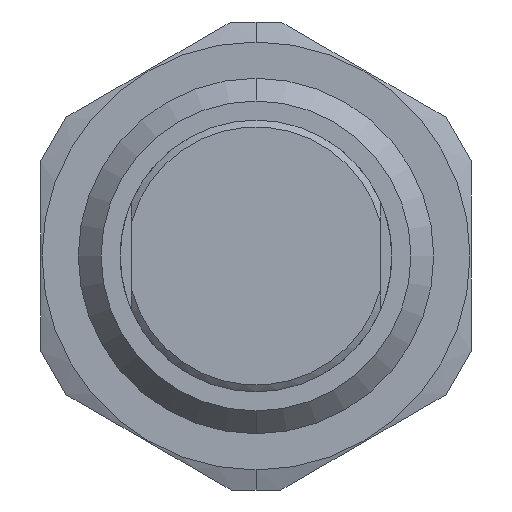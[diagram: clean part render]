
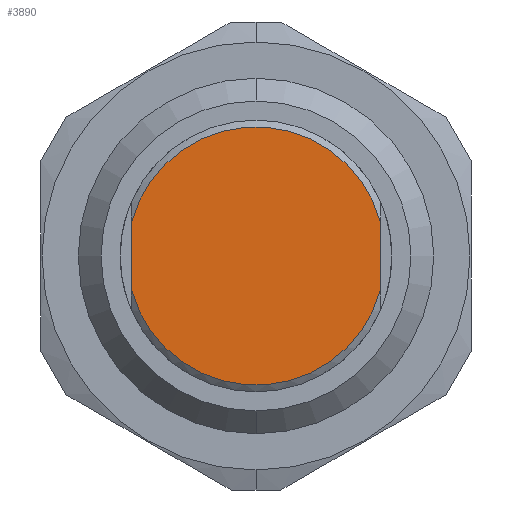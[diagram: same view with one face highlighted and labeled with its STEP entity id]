
A CAD part, front view. The second image highlights one B-rep face of the part: STEP entity #3890.
In plain terms, the highlighted planar face has unit normal (0, -1, 0).
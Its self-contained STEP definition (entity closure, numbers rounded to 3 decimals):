
#1574=CARTESIAN_POINT('',(0.,-18.9,0.));
#1575=DIRECTION('',(0.,-1.,0.));
#1576=DIRECTION('',(-0.965,0.,-0.263));
#1577=AXIS2_PLACEMENT_3D('',#1574,#1575,#1576);
#1600=CARTESIAN_POINT('',(0.,-18.9,0.));
#1601=DIRECTION('',(0.,-1.,0.));
#1602=DIRECTION('',(0.965,0.,0.263));
#1603=AXIS2_PLACEMENT_3D('',#1600,#1601,#1602);
#1612=DIRECTION('',(0.,0.,1.));
#1613=VECTOR('',#1612,2.993);
#1614=CARTESIAN_POINT('',(-5.5,-18.9,-1.497));
#1615=LINE('',#1614,#1613);
#1616=DIRECTION('',(0.,0.,-1.));
#1617=VECTOR('',#1616,2.993);
#1618=CARTESIAN_POINT('',(5.5,-18.9,1.497));
#1619=LINE('',#1618,#1617);
#1876=CARTESIAN_POINT('',(-5.5,-18.9,-1.497));
#1877=CARTESIAN_POINT('',(-5.5,-18.9,1.497));
#1878=VERTEX_POINT('',#1876);
#1879=VERTEX_POINT('',#1877);
#1880=CARTESIAN_POINT('',(5.5,-18.9,1.497));
#1881=CARTESIAN_POINT('',(5.5,-18.9,-1.497));
#1882=VERTEX_POINT('',#1880);
#1883=VERTEX_POINT('',#1881);
#3878=CARTESIAN_POINT('',(0.,-18.9,0.));
#3879=DIRECTION('',(0.,1.,0.));
#3880=DIRECTION('',(0.,0.,-1.));
#3881=AXIS2_PLACEMENT_3D('',#3878,#3879,#3880);
#3882=PLANE('',#3881);
#3883=ORIENTED_EDGE('',*,*,#3843,.T.);
#3884=ORIENTED_EDGE('',*,*,#3872,.F.);
#3886=ORIENTED_EDGE('',*,*,#3885,.T.);
#3887=ORIENTED_EDGE('',*,*,#3853,.F.);
#3888=EDGE_LOOP('',(#3883,#3884,#3886,#3887));
#3889=FACE_OUTER_BOUND('',#3888,.F.);
#1578=CIRCLE('',#1577,5.7);
#1604=CIRCLE('',#1603,5.7);
#3843=EDGE_CURVE('',#1878,#1879,#1615,.T.);
#3853=EDGE_CURVE('',#1878,#1883,#1578,.T.);
#3872=EDGE_CURVE('',#1882,#1879,#1604,.T.);
#3885=EDGE_CURVE('',#1882,#1883,#1619,.T.);
#3890=ADVANCED_FACE('',(#3889),#3882,.F.);
